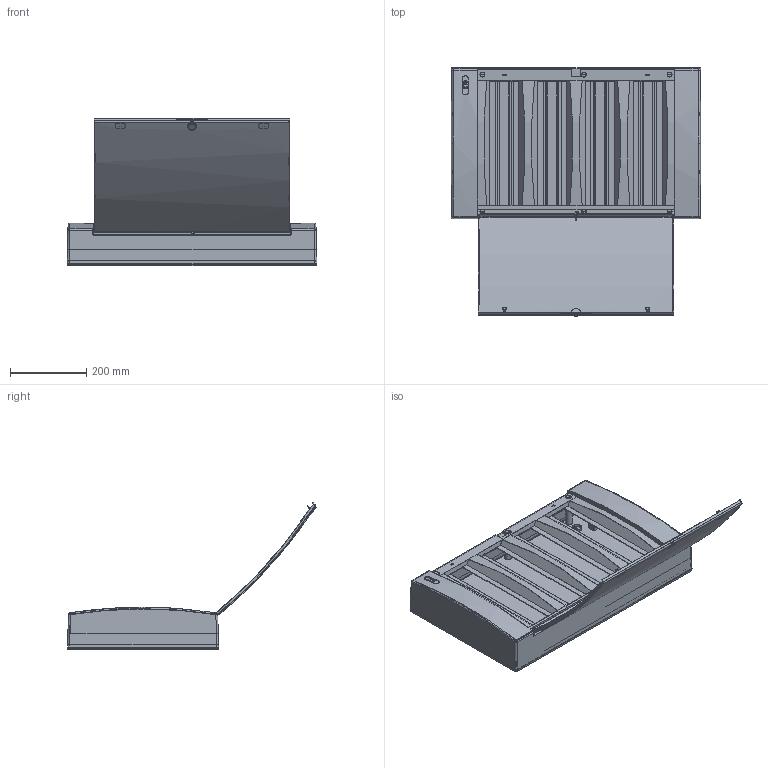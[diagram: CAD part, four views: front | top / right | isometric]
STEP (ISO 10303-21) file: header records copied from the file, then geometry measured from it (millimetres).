
FILE_DESCRIPTION(/* description */ ('Unknown'),/* implementation_level */ '2;1');
FILE_NAME(/* name */ 'ECT_4x18_PO_Mod',/* time_stamp */ '2020-05-15T10:54:32+02:00',/* author */ ('Unknown'),/* organization */ ('Unknown'),/* preprocessor_version */ 'ST-DEVELOPER v16.7',/* originating_system */ 'DEX',/* authorisation */ $);
FILE_SCHEMA (('AUTOMOTIVE_DESIGN {1 0 10303 214 3 1 1}'));
Length unit declared in the file: millimetre
Products named in the file (8): ECT_4x18_PO_Mod; Door_ECT_4x18; Front_ECT_4x18; Bottom_ECT_4x18; TH_18_Rail; Screw_M4x8; Pin; ETI LOGO
Assembly tree (22 placements, depth 2):
  ECT_4x18_PO_Mod
    Door_ECT_4x18
    Front_ECT_4x18
    Bottom_ECT_4x18
    TH_18_Rail  x4
    Screw_M4x8  x8
    Pin  x6
    ETI LOGO
Bounding box: 654.6 x 652.1 x 386.23 mm (x, y, z)
Volume: 2784775.4 mm3; surface area: 2051302.6 mm2
Topology: 24 solids, 24 shells, 1544 faces, 3939 edges, 2576 vertices
Faces by surface type: plane 999, cylinder 264, cone 230, bspline 19, sphere 16, torus 16
Full cylindrical faces by diameter (mm): 4 x8, 8 x8, 12.2 x6
Entity records: 32738 total; most frequent: CARTESIAN_POINT 7391, ORIENTED_EDGE 5186, DIRECTION 5129, EDGE_CURVE 2593, AXIS2_PLACEMENT_3D 1781, VERTEX_POINT 1746, LINE 1567, VECTOR 1567
